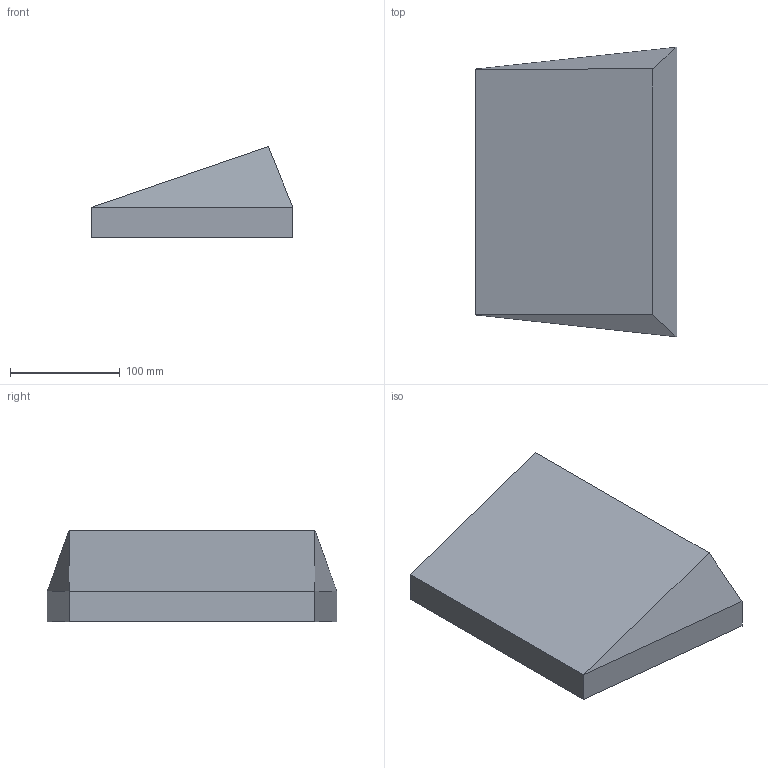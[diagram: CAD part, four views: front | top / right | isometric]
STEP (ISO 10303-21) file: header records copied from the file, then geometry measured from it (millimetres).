
FILE_DESCRIPTION(/* description */ ('Unknown'),/* implementation_level */ '2;1');
FILE_NAME(/* name */ 'SN A 6201',/* time_stamp */ '2023-12-13T12:44:29+01:00',/* author */ ('Unknown'),/* organization */ ('Unknown'),/* preprocessor_version */ 'ST-DEVELOPER v18.102',/* originating_system */ 'Solid Edge',/* authorisation */ 'Unknown');
FILE_SCHEMA (('AUTOMOTIVE_DESIGN {1 0 10303 214 3 1 1}'));
Length unit declared in the file: millimetre
Products named in the file (1): Part1
Bounding box: 184 x 264 x 83 mm (x, y, z)
Volume: 2446664.8 mm3; surface area: 132139 mm2
Topology: 1 solids, 1 shells, 9 faces, 17 edges, 10 vertices
Faces by surface type: plane 9
Entity records: 249 total; most frequent: DIRECTION 37, CARTESIAN_POINT 37, ORIENTED_EDGE 34, EDGE_CURVE 17, LINE 17, VECTOR 17, VERTEX_POINT 10, AXIS2_PLACEMENT_3D 10
